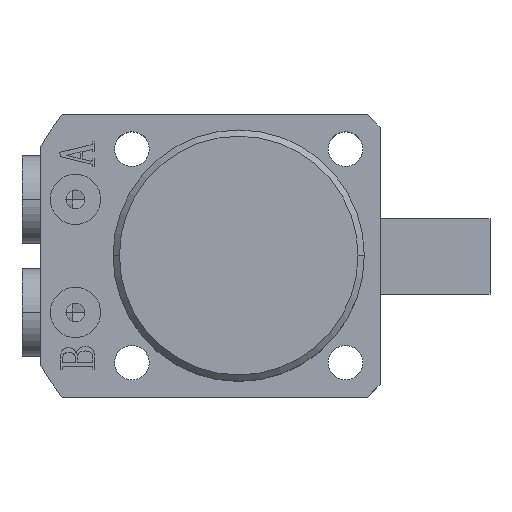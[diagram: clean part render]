
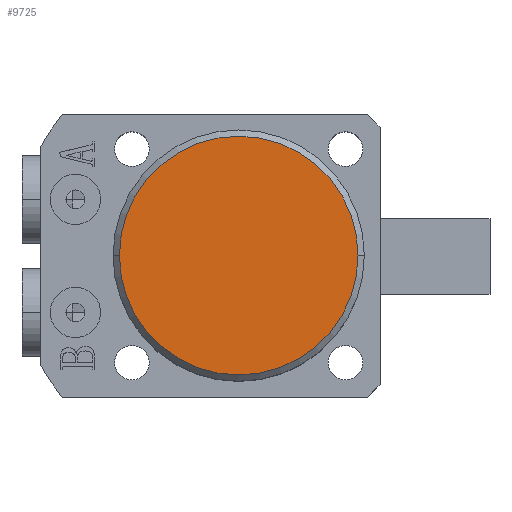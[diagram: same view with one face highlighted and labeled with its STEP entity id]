
A CAD part, top view. The second image highlights one B-rep face of the part: STEP entity #9725.
In plain terms, the highlighted planar face has unit normal (0, 0, 1).
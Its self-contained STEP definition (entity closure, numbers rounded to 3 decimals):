
#172 = AXIS2_PLACEMENT_3D ( 'NONE', #7146, #7147, #7148 ) ;
#261 = AXIS2_PLACEMENT_3D ( 'NONE', #5887, #5895, #5896 ) ;
#436 = AXIS2_PLACEMENT_3D ( 'NONE', #1618, #1619, #1620 ) ;
#1618 = CARTESIAN_POINT ( 'NONE',  ( 0., 0., 54. ) ) ;
#1619 = DIRECTION ( 'NONE',  ( 0., 0., 1. ) ) ;
#1620 = DIRECTION ( 'NONE',  ( 1., 0., 0. ) ) ;
#2717 = CIRCLE ( 'NONE', #172, 19. ) ;
#3239 = FACE_OUTER_BOUND ( 'NONE', #6253, .T. ) ;
#4210 = CIRCLE ( 'NONE', #436, 19. ) ;
#5601 = ORIENTED_EDGE ( 'NONE', *, *, #8501, .T. ) ;
#5602 = ORIENTED_EDGE ( 'NONE', *, *, #9950, .T. ) ;
#5887 = CARTESIAN_POINT ( 'NONE',  ( 0., 0., 54. ) ) ;
#5891 = PLANE ( 'NONE',  #261 ) ;
#5895 = DIRECTION ( 'NONE',  ( 0., 0., 1. ) ) ;
#5896 = DIRECTION ( 'NONE',  ( 1., 0., 0. ) ) ;
#6253 = EDGE_LOOP ( 'NONE', ( #5601, #5602 ) ) ;
#6422 = VERTEX_POINT ( 'NONE', #8672 ) ;
#7146 = CARTESIAN_POINT ( 'NONE',  ( 0., 0., 54. ) ) ;
#7147 = DIRECTION ( 'NONE',  ( 0., 0., 1. ) ) ;
#7148 = DIRECTION ( 'NONE',  ( 1., 0., 0. ) ) ;
#8501 = EDGE_CURVE ( 'NONE', #9296, #6422, #2717, .T. ) ;
#8672 = CARTESIAN_POINT ( 'NONE',  ( 19., 0., 54. ) ) ;
#9087 = CARTESIAN_POINT ( 'NONE',  ( -19., 0., 54. ) ) ;
#9296 = VERTEX_POINT ( 'NONE', #9087 ) ;
#9725 = ADVANCED_FACE ( 'NONE', ( #3239 ), #5891, .T. ) ;
#9950 = EDGE_CURVE ( 'NONE', #6422, #9296, #4210, .T. ) ;
